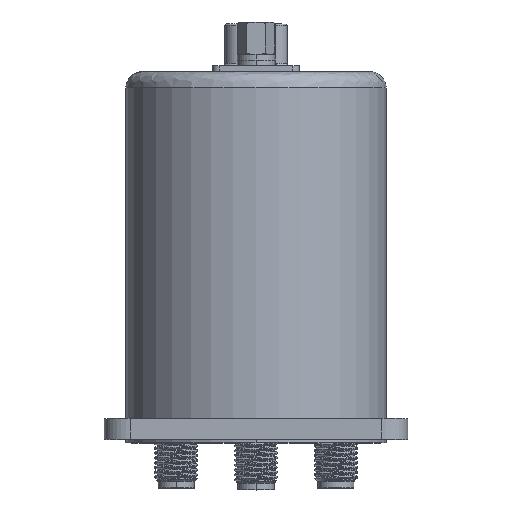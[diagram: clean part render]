
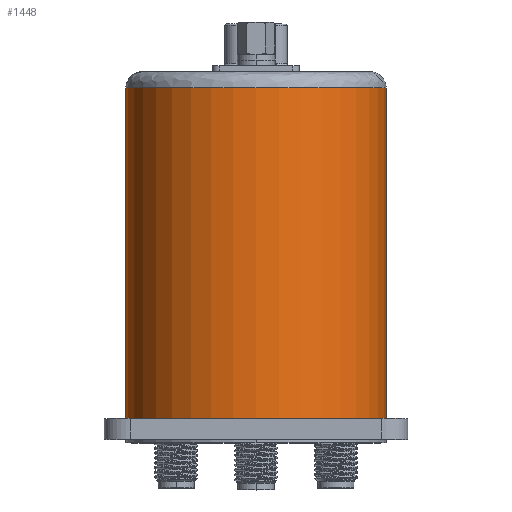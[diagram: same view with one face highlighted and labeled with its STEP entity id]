
A CAD part, top view. The second image highlights one B-rep face of the part: STEP entity #1448.
In plain terms, the highlighted cylindrical face has radius 19.05 mm (diameter 38.1 mm), a partial arc.
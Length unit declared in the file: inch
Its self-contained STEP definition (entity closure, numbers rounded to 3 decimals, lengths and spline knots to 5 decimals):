
#512 = DIRECTION ( 'NONE',  ( 0., 0., -1. ) ) ;
#1313 = CARTESIAN_POINT ( 'NONE',  ( 0., 2.186, 0.75 ) ) ;
#1448 = ADVANCED_FACE ( 'NONE', ( #2774 ), #12925, .T. ) ;
#1552 = AXIS2_PLACEMENT_3D ( 'NONE', #18128, #3189, #18021 ) ;
#2149 = VERTEX_POINT ( 'NONE', #18276 ) ;
#2305 = EDGE_CURVE ( 'NONE', #10380, #18562, #19553, .T. ) ;
#2774 = FACE_OUTER_BOUND ( 'NONE', #20558, .T. ) ;
#3189 = DIRECTION ( 'NONE',  ( 0., -1., 0. ) ) ;
#5789 = CARTESIAN_POINT ( 'NONE',  ( 0., 0.28, 0. ) ) ;
#5895 = DIRECTION ( 'NONE',  ( 0., 0., -1. ) ) ;
#5997 = DIRECTION ( 'NONE',  ( 0., -1., 0. ) ) ;
#6240 = DIRECTION ( 'NONE',  ( 0., -1., 0. ) ) ;
#6364 = EDGE_CURVE ( 'NONE', #2149, #18296, #17178, .T. ) ;
#7419 = EDGE_CURVE ( 'NONE', #10380, #18296, #16166, .T. ) ;
#7830 = ORIENTED_EDGE ( 'NONE', *, *, #6364, .T. ) ;
#9825 = ORIENTED_EDGE ( 'NONE', *, *, #7419, .F. ) ;
#10379 = ORIENTED_EDGE ( 'NONE', *, *, #2305, .T. ) ;
#10380 = VERTEX_POINT ( 'NONE', #1313 ) ;
#10443 = CARTESIAN_POINT ( 'NONE',  ( 0., 2.186, 0. ) ) ;
#10569 = ORIENTED_EDGE ( 'NONE', *, *, #21201, .T. ) ;
#12676 = LINE ( 'NONE', #13074, #18525 ) ;
#12925 = CYLINDRICAL_SURFACE ( 'NONE', #1552, 0.75 ) ;
#12939 = AXIS2_PLACEMENT_3D ( 'NONE', #10443, #17077, #512 ) ;
#13074 = CARTESIAN_POINT ( 'NONE',  ( 0., 2.28, -0.75 ) ) ;
#13158 = CARTESIAN_POINT ( 'NONE',  ( 0., 2.186, -0.75 ) ) ;
#13188 = CARTESIAN_POINT ( 'NONE',  ( 0., 0.28, 0.75 ) ) ;
#13971 = DIRECTION ( 'NONE',  ( 0., 1., 0. ) ) ;
#16166 = LINE ( 'NONE', #21187, #17559 ) ;
#17077 = DIRECTION ( 'NONE',  ( 0., -1., 0. ) ) ;
#17178 = CIRCLE ( 'NONE', #19290, 0.75 ) ;
#17559 = VECTOR ( 'NONE', #6240, 39.37008 ) ;
#18021 = DIRECTION ( 'NONE',  ( 0., 0., -1. ) ) ;
#18128 = CARTESIAN_POINT ( 'NONE',  ( 0., 2.28, 0. ) ) ;
#18276 = CARTESIAN_POINT ( 'NONE',  ( 0., 0.28, -0.75 ) ) ;
#18296 = VERTEX_POINT ( 'NONE', #13188 ) ;
#18525 = VECTOR ( 'NONE', #5997, 39.37008 ) ;
#18562 = VERTEX_POINT ( 'NONE', #13158 ) ;
#19290 = AXIS2_PLACEMENT_3D ( 'NONE', #5789, #13971, #5895 ) ;
#19553 = CIRCLE ( 'NONE', #12939, 0.75 ) ;
#20558 = EDGE_LOOP ( 'NONE', ( #9825, #10379, #10569, #7830 ) ) ;
#21187 = CARTESIAN_POINT ( 'NONE',  ( 0., 2.28, 0.75 ) ) ;
#21201 = EDGE_CURVE ( 'NONE', #18562, #2149, #12676, .T. ) ;
